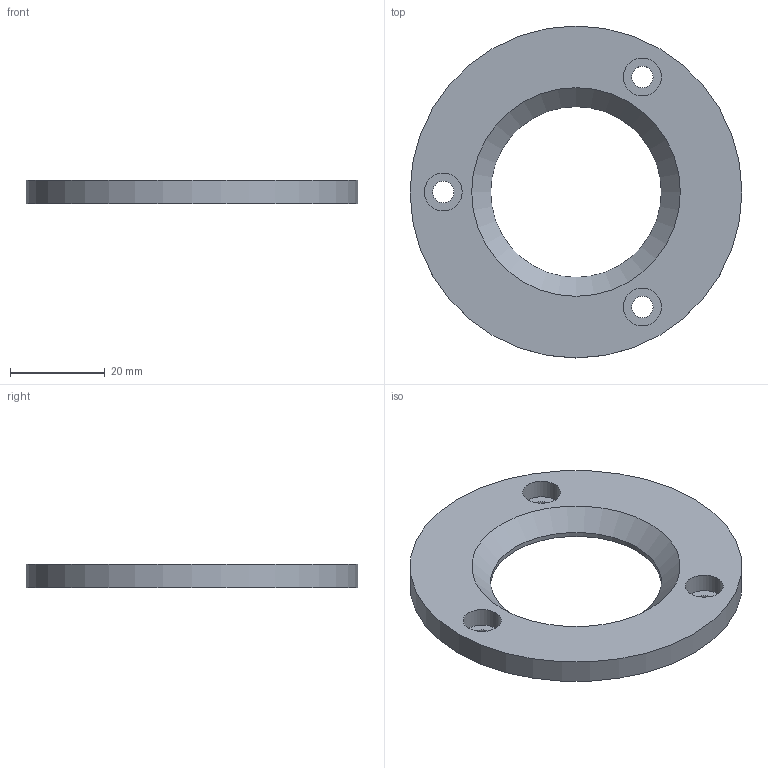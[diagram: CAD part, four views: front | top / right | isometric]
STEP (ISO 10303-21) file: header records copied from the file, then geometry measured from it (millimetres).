
FILE_DESCRIPTION(/* description */ (''),/* implementation_level */ '2;1');
FILE_NAME(/* name */ 'OpenATC-Body-top-cover-development.step',/* time_stamp */ '2025-11-16T14:43:40Z',/* author */ (''),/* organization */ (''),/* preprocessor_version */ 'ST-DEVELOPER v20.1',/* originating_system */ 'Autodesk Translation Framework v14.21.0.0',/* authorisation */ '');
FILE_SCHEMA (('AUTOMOTIVE_DESIGN { 1 0 10303 214 3 1 1 }'));
Length unit declared in the file: millimetre
Products named in the file (1): OpenATC-Body-top-cover-development
Bounding box: 70 x 70 x 5 mm (x, y, z)
Volume: 12530.2 mm3; surface area: 7330.6 mm2
Topology: 1 solids, 1 shells, 14 faces, 26 edges, 17 vertices
Faces by surface type: cylinder 8, plane 5, cone 1
Full cylindrical faces by diameter (mm): 4.5 x3, 8 x3, 36 x1, 70 x1
Entity records: 408 total; most frequent: DIRECTION 73, CARTESIAN_POINT 58, ORIENTED_EDGE 52, AXIS2_PLACEMENT_3D 32, EDGE_CURVE 26, EDGE_LOOP 25, CIRCLE 17, VERTEX_POINT 17
